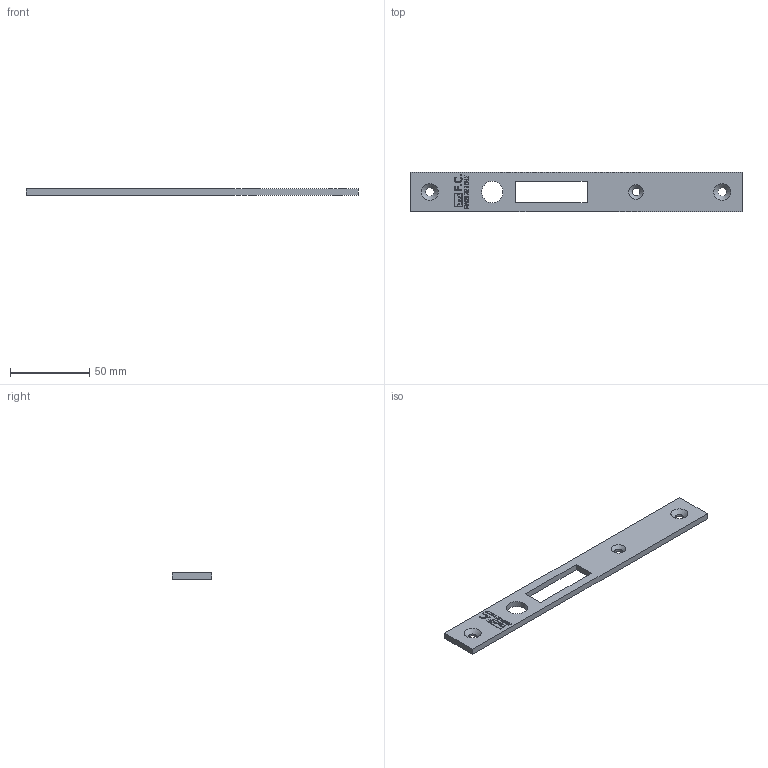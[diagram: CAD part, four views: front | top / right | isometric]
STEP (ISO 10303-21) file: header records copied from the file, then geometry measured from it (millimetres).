
FILE_DESCRIPTION(/* description */ ('CONTROPIASTRA X SERRATURA A GANCIO GREZZ'),/* implementation_level */ '2;1');
FILE_NAME(/* name */ '11201005  001.stp',/* time_stamp */ '2023-03-06T08:19:31+01:00',/* author */ ('gcocco'),/* organization */ (''),/* preprocessor_version */ 'ST-DEVELOPER v17.2',/* originating_system */ 'Autodesk Inventor 2019',/* authorisation */ '');
FILE_SCHEMA (('AUTOMOTIVE_DESIGN { 1 0 10303 214 3 1 1 }'));
Length unit declared in the file: millimetre
Products named in the file (1): 26202502
Bounding box: 210 x 25 x 4 mm (x, y, z)
Volume: 17496.1 mm3; surface area: 11573.7 mm2
Topology: 1 solids, 1 shells, 219 faces, 588 edges, 393 vertices
Faces by surface type: plane 184, bspline 24, cylinder 8, cone 3
Full cylindrical faces by diameter (mm): 5 x1, 5.5 x2, 13.5 x1
Entity records: 6936 total; most frequent: CARTESIAN_POINT 1513, ORIENTED_EDGE 1176, DIRECTION 957, EDGE_CURVE 588, LINE 515, VECTOR 515, VERTEX_POINT 393, EDGE_LOOP 251
